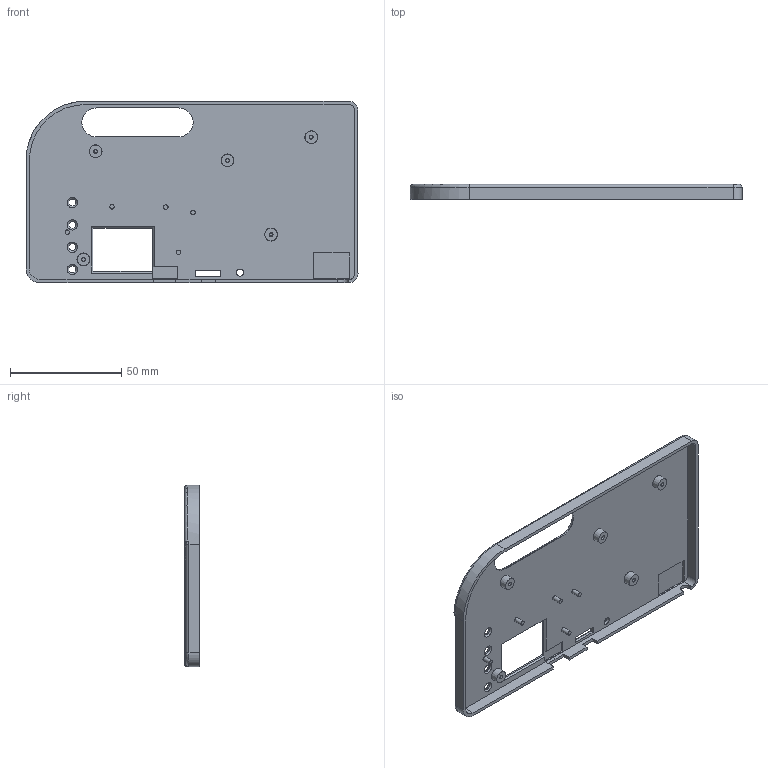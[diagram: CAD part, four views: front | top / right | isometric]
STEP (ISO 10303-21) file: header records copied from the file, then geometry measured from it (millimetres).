
FILE_DESCRIPTION(/* description */ (''),/* implementation_level */ '2;1');
FILE_NAME(/* name */ 'top v7.step',/* time_stamp */ '2021-03-20T22:02:43+08:00',/* author */ (''),/* organization */ (''),/* preprocessor_version */ 'ST-DEVELOPER v18.1',/* originating_system */ 'Autodesk Translation Framework v9.10.0.1330',/* authorisation */ '');
FILE_SCHEMA (('AUTOMOTIVE_DESIGN { 1 0 10303 214 3 1 1 }'));
Length unit declared in the file: millimetre
Products named in the file (1): Pocket organ V17 enclosure
Bounding box: 149 x 6.7 x 81.45 mm (x, y, z)
Volume: 18511.9 mm3; surface area: 27445.8 mm2
Topology: 1 solids, 1 shells, 257 faces, 574 edges, 363 vertices
Faces by surface type: plane 119, cylinder 72, cone 31, bspline 27, torus 8
Full cylindrical faces by diameter (mm): 1 x9, 2 x5, 3.162 x1, 3.2 x4, 18 x8
Entity records: 7896 total; most frequent: CARTESIAN_POINT 2063, DIRECTION 1242, ORIENTED_EDGE 1140, EDGE_CURVE 570, AXIS2_PLACEMENT_3D 478, VERTEX_POINT 363, EDGE_LOOP 321, LINE 286
